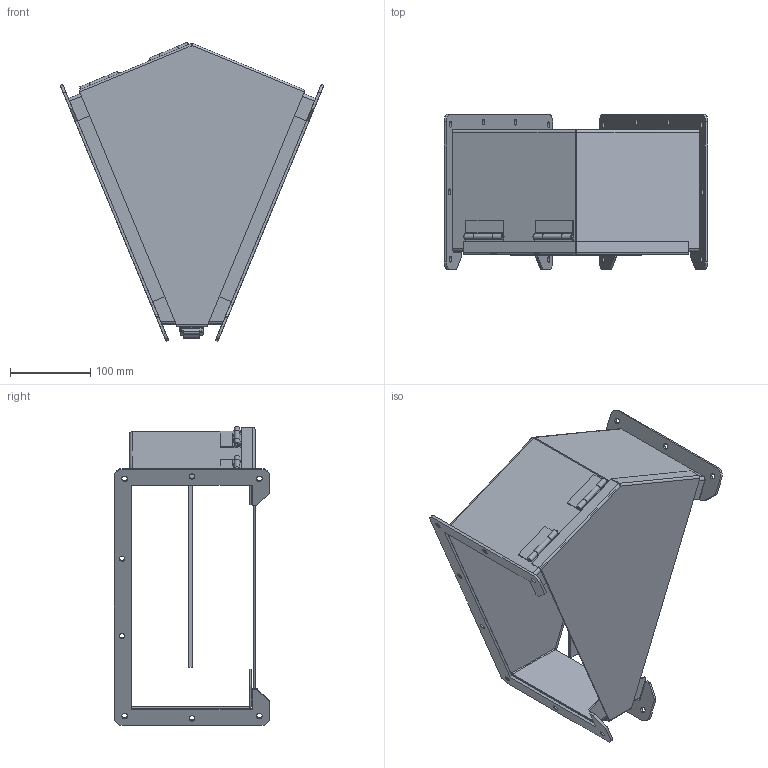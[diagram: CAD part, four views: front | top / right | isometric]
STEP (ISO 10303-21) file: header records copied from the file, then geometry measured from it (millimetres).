
FILE_DESCRIPTION (( 'STEP AP203' ), '1' );
FILE_NAME ('1485F4N.step', '2020-11-19T14:44:33', ( 'ADC123' ), ( 'Microsoft' ), 'SwSTEP 2.0', 'SolidWorks 2019', '' );
FILE_SCHEMA (( 'CONFIG_CONTROL_DESIGN' ));
Length unit declared in the file: inch
Products named in the file (1): 1485F4N
Bounding box: 329.08 x 193.68 x 373.35 mm (x, y, z)
Volume: 573554.7 mm3; surface area: 503439.7 mm2
Topology: 14 solids, 14 shells, 325 faces, 841 edges, 542 vertices
Faces by surface type: plane 193, cylinder 118, bspline 14
Full cylindrical faces by diameter (mm): 3.175 x3, 3.302 x2, 3.969 x2, 4.166 x2, 4.763 x3, 7.137 x16
Entity records: 10598 total; most frequent: CARTESIAN_POINT 2597, DIRECTION 1619, ORIENTED_EDGE 1608, EDGE_CURVE 804, VECTOR 553, LINE 553, VERTEX_POINT 541, AXIS2_PLACEMENT_3D 533
